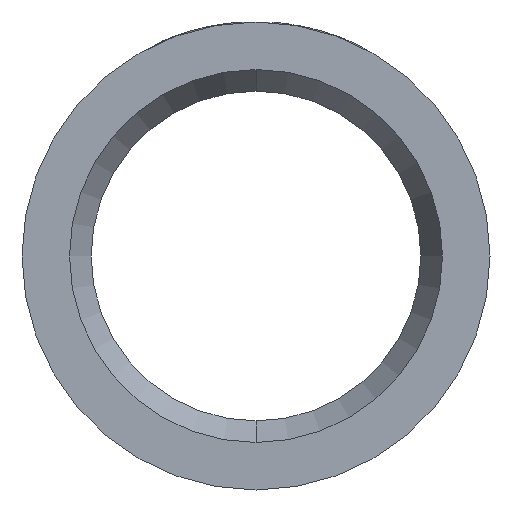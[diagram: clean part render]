
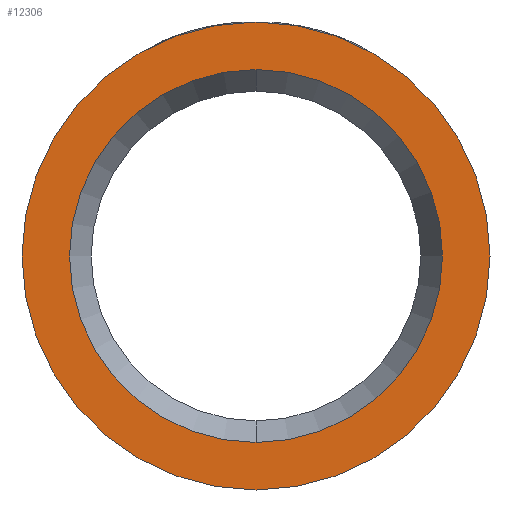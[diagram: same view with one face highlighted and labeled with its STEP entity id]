
A CAD part, front view. The second image highlights one B-rep face of the part: STEP entity #12306.
In plain terms, the highlighted planar face has unit normal (0, -1, 0).
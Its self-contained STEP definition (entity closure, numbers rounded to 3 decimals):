
#6448 = CARTESIAN_POINT ( 'NONE',  ( 0., 0., 0. ) ) ;
#6449 = DIRECTION ( 'NONE',  ( 0., -1., 0. ) ) ;
#6450 = DIRECTION ( 'NONE',  ( 0., 0., -1. ) ) ;
#9015 = EDGE_CURVE ( 'NONE', #9504, #9505, #9816, .T. ) ;
#9139 = EDGE_CURVE ( 'NONE', #9448, #9451, #9847, .T. ) ;
#9448 = VERTEX_POINT ( 'NONE', #10974 ) ;
#9451 = VERTEX_POINT ( 'NONE', #10980 ) ;
#9504 = VERTEX_POINT ( 'NONE', #11086 ) ;
#9505 = VERTEX_POINT ( 'NONE', #11088 ) ;
#9816 = CIRCLE ( 'NONE', #30854, 162.5 ) ;
#9847 = CIRCLE ( 'NONE', #30866, 129.5 ) ;
#10109 = FACE_BOUND ( 'NONE', #22198, .T. ) ;
#10116 = FACE_OUTER_BOUND ( 'NONE', #22196, .T. ) ;
#10342 = CIRCLE ( 'NONE', #21488, 162.5 ) ;
#10974 = CARTESIAN_POINT ( 'NONE',  ( 0., 0., 129.5 ) ) ;
#10980 = CARTESIAN_POINT ( 'NONE',  ( 0., 0., -129.5 ) ) ;
#11086 = CARTESIAN_POINT ( 'NONE',  ( 0., 0., -162.5 ) ) ;
#11088 = CARTESIAN_POINT ( 'NONE',  ( 0., 0., 162.5 ) ) ;
#11385 = CARTESIAN_POINT ( 'NONE',  ( 0., 0., 0. ) ) ;
#11387 = DIRECTION ( 'NONE',  ( 0., -1., 0. ) ) ;
#11389 = DIRECTION ( 'NONE',  ( 0., 0., -1. ) ) ;
#12306 = ADVANCED_FACE ( 'NONE', ( #10109, #10116 ), #14980, .F. ) ;
#14527 = CIRCLE ( 'NONE', #21565, 129.5 ) ;
#14977 = CARTESIAN_POINT ( 'NONE',  ( -129.5, 0., 0. ) ) ;
#14980 = PLANE ( 'NONE',  #21389 ) ;
#14982 = DIRECTION ( 'NONE',  ( 0., 1., 0. ) ) ;
#14983 = DIRECTION ( 'NONE',  ( 0., 0., 1. ) ) ;
#17641 = CARTESIAN_POINT ( 'NONE',  ( 0., 0., 0. ) ) ;
#17642 = DIRECTION ( 'NONE',  ( 0., -1., 0. ) ) ;
#17643 = DIRECTION ( 'NONE',  ( 0., 0., -1. ) ) ;
#21389 = AXIS2_PLACEMENT_3D ( 'NONE', #14977, #14982, #14983 ) ;
#21488 = AXIS2_PLACEMENT_3D ( 'NONE', #6448, #6449, #6450 ) ;
#21565 = AXIS2_PLACEMENT_3D ( 'NONE', #17641, #17642, #17643 ) ;
#21809 = EDGE_CURVE ( 'NONE', #9505, #9504, #10342, .T. ) ;
#22196 = EDGE_LOOP ( 'NONE', ( #25897, #25896 ) ) ;
#22198 = EDGE_LOOP ( 'NONE', ( #25899, #25898 ) ) ;
#25896 = ORIENTED_EDGE ( 'NONE', *, *, #21809, .T. ) ;
#25897 = ORIENTED_EDGE ( 'NONE', *, *, #9015, .T. ) ;
#25898 = ORIENTED_EDGE ( 'NONE', *, *, #9139, .F. ) ;
#25899 = ORIENTED_EDGE ( 'NONE', *, *, #30827, .F. ) ;
#26759 = DIRECTION ( 'NONE',  ( 0., 0., -1. ) ) ;
#26760 = DIRECTION ( 'NONE',  ( 0., -1., 0. ) ) ;
#26761 = CARTESIAN_POINT ( 'NONE',  ( 0., 0., 0. ) ) ;
#30827 = EDGE_CURVE ( 'NONE', #9451, #9448, #14527, .T. ) ;
#30854 = AXIS2_PLACEMENT_3D ( 'NONE', #26761, #26760, #26759 ) ;
#30866 = AXIS2_PLACEMENT_3D ( 'NONE', #11385, #11387, #11389 ) ;
